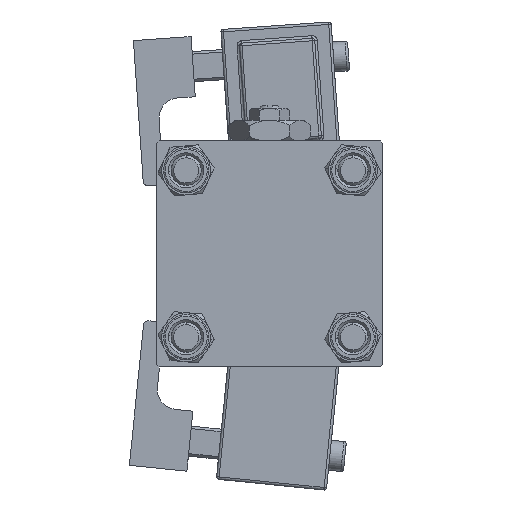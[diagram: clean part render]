
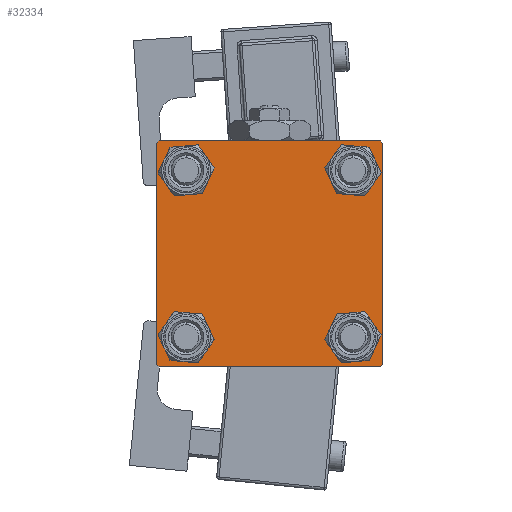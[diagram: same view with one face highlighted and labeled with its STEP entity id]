
A CAD part, left-side view. The second image highlights one B-rep face of the part: STEP entity #32334.
In plain terms, the highlighted planar face has unit normal (-1, 0, 0).
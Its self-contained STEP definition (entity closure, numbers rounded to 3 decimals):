
#618 = DIRECTION ( 'NONE',  ( 1., 0., 0. ) ) ;
#694 = DIRECTION ( 'NONE',  ( 1., 0., 0. ) ) ;
#1264 = LINE ( 'NONE', #49530, #51089 ) ;
#1312 = DIRECTION ( 'NONE',  ( 1., 0., 0. ) ) ;
#1655 = CARTESIAN_POINT ( 'NONE',  ( 0., -16.6, -13.1 ) ) ;
#1738 = VECTOR ( 'NONE', #38458, 1000. ) ;
#2039 = EDGE_CURVE ( 'NONE', #29406, #36341, #27749, .T. ) ;
#2526 = CARTESIAN_POINT ( 'NONE',  ( 0., 22.5, -22. ) ) ;
#2826 = DIRECTION ( 'NONE',  ( 0., 0., 1. ) ) ;
#4513 = AXIS2_PLACEMENT_3D ( 'NONE', #38560, #694, #14560 ) ;
#5866 = CARTESIAN_POINT ( 'NONE',  ( 0., 16.6, 20.1 ) ) ;
#6206 = CARTESIAN_POINT ( 'NONE',  ( 0., -16.6, -20.1 ) ) ;
#6816 = ORIENTED_EDGE ( 'NONE', *, *, #41437, .T. ) ;
#6888 = AXIS2_PLACEMENT_3D ( 'NONE', #26533, #50488, #2826 ) ;
#6891 = DIRECTION ( 'NONE',  ( 0., -1., 0. ) ) ;
#7404 = CARTESIAN_POINT ( 'NONE',  ( 0., 16.6, 13.1 ) ) ;
#7477 = ORIENTED_EDGE ( 'NONE', *, *, #32550, .F. ) ;
#8864 = VECTOR ( 'NONE', #52363, 1000. ) ;
#9405 = LINE ( 'NONE', #47936, #53433 ) ;
#9735 = CARTESIAN_POINT ( 'NONE',  ( 0., -16.6, 16.6 ) ) ;
#10361 = CARTESIAN_POINT ( 'NONE',  ( 0., 22., -22.5 ) ) ;
#10532 = ORIENTED_EDGE ( 'NONE', *, *, #27482, .T. ) ;
#11064 = DIRECTION ( 'NONE',  ( 0., 0., 1. ) ) ;
#11306 = VERTEX_POINT ( 'NONE', #2526 ) ;
#11898 = AXIS2_PLACEMENT_3D ( 'NONE', #27973, #14363, #18481 ) ;
#12213 = DIRECTION ( 'NONE',  ( 0., 0., 1. ) ) ;
#12427 = EDGE_CURVE ( 'NONE', #32305, #27701, #57909, .T. ) ;
#12859 = VERTEX_POINT ( 'NONE', #15909 ) ;
#13126 = VECTOR ( 'NONE', #42866, 1000. ) ;
#14363 = DIRECTION ( 'NONE',  ( 1., 0., 0. ) ) ;
#14560 = DIRECTION ( 'NONE',  ( 0., 0., 1. ) ) ;
#14937 = LINE ( 'NONE', #39554, #28494 ) ;
#15017 = AXIS2_PLACEMENT_3D ( 'NONE', #58961, #49491, #12213 ) ;
#15185 = LINE ( 'NONE', #61662, #47883 ) ;
#15429 = EDGE_LOOP ( 'NONE', ( #49693, #10532 ) ) ;
#15909 = CARTESIAN_POINT ( 'NONE',  ( 0., -22., -22.5 ) ) ;
#16029 = CARTESIAN_POINT ( 'NONE',  ( 0., 22.5, 22. ) ) ;
#16731 = EDGE_LOOP ( 'NONE', ( #36313, #61110 ) ) ;
#16760 = FACE_OUTER_BOUND ( 'NONE', #48195, .T. ) ;
#17071 = EDGE_CURVE ( 'NONE', #53088, #17983, #53899, .T. ) ;
#17983 = VERTEX_POINT ( 'NONE', #7404 ) ;
#18481 = DIRECTION ( 'NONE',  ( 0., 0., 1. ) ) ;
#19210 = LINE ( 'NONE', #57692, #1738 ) ;
#20784 = EDGE_CURVE ( 'NONE', #29406, #59338, #32644, .T. ) ;
#22016 = VERTEX_POINT ( 'NONE', #6206 ) ;
#22725 = LINE ( 'NONE', #42283, #8864 ) ;
#22971 = ORIENTED_EDGE ( 'NONE', *, *, #51457, .T. ) ;
#25531 = CARTESIAN_POINT ( 'NONE',  ( 0., -16.6, 13.1 ) ) ;
#25961 = DIRECTION ( 'NONE',  ( 0., 0., 1. ) ) ;
#26132 = EDGE_CURVE ( 'NONE', #27701, #32305, #32049, .T. ) ;
#26533 = CARTESIAN_POINT ( 'NONE',  ( 0., 16.6, 16.6 ) ) ;
#27482 = EDGE_CURVE ( 'NONE', #17983, #53088, #34131, .T. ) ;
#27701 = VERTEX_POINT ( 'NONE', #62119 ) ;
#27749 = LINE ( 'NONE', #33091, #13126 ) ;
#27963 = AXIS2_PLACEMENT_3D ( 'NONE', #40449, #36020, #25961 ) ;
#27973 = CARTESIAN_POINT ( 'NONE',  ( 0., -16.6, 16.6 ) ) ;
#27978 = EDGE_CURVE ( 'NONE', #43368, #46966, #42224, .T. ) ;
#28488 = EDGE_CURVE ( 'NONE', #22016, #49138, #29131, .T. ) ;
#28494 = VECTOR ( 'NONE', #58798, 1000. ) ;
#29131 = CIRCLE ( 'NONE', #58397, 3.5 ) ;
#29406 = VERTEX_POINT ( 'NONE', #34538 ) ;
#29622 = FACE_BOUND ( 'NONE', #43718, .T. ) ;
#30520 = DIRECTION ( 'NONE',  ( 1., 0., 0. ) ) ;
#31434 = ORIENTED_EDGE ( 'NONE', *, *, #35332, .T. ) ;
#32049 = CIRCLE ( 'NONE', #11898, 3.5 ) ;
#32264 = EDGE_CURVE ( 'NONE', #58158, #59196, #19210, .T. ) ;
#32305 = VERTEX_POINT ( 'NONE', #25531 ) ;
#32334 = ADVANCED_FACE ( 'NONE', ( #29622, #48862, #49296, #59691, #16760 ), #44863, .T. ) ;
#32550 = EDGE_CURVE ( 'NONE', #58158, #36341, #1264, .T. ) ;
#32644 = LINE ( 'NONE', #51562, #38952 ) ;
#33091 = CARTESIAN_POINT ( 'NONE',  ( 0., -22.25, 22.25 ) ) ;
#33736 = DIRECTION ( 'NONE',  ( 0., -1., 0. ) ) ;
#34131 = CIRCLE ( 'NONE', #6888, 3.5 ) ;
#34538 = CARTESIAN_POINT ( 'NONE',  ( 0., -22.5, 22. ) ) ;
#35332 = EDGE_CURVE ( 'NONE', #12859, #59338, #22725, .T. ) ;
#35701 = ORIENTED_EDGE ( 'NONE', *, *, #20784, .F. ) ;
#36020 = DIRECTION ( 'NONE',  ( -1., 0., 0. ) ) ;
#36233 = EDGE_LOOP ( 'NONE', ( #53677, #48241 ) ) ;
#36313 = ORIENTED_EDGE ( 'NONE', *, *, #56594, .T. ) ;
#36341 = VERTEX_POINT ( 'NONE', #38413 ) ;
#38413 = CARTESIAN_POINT ( 'NONE',  ( 0., -22., 22.5 ) ) ;
#38458 = DIRECTION ( 'NONE',  ( 0., 0.707, -0.707 ) ) ;
#38560 = CARTESIAN_POINT ( 'NONE',  ( 0., 16.6, 16.6 ) ) ;
#38952 = VECTOR ( 'NONE', #51248, 1000. ) ;
#39178 = DIRECTION ( 'NONE',  ( 1., 0., 0. ) ) ;
#39554 = CARTESIAN_POINT ( 'NONE',  ( 0., 22.5, 22.5 ) ) ;
#40375 = AXIS2_PLACEMENT_3D ( 'NONE', #59223, #30520, #59535 ) ;
#40449 = CARTESIAN_POINT ( 'NONE',  ( 0., 0., 0. ) ) ;
#40801 = AXIS2_PLACEMENT_3D ( 'NONE', #9735, #618, #55157 ) ;
#41437 = EDGE_CURVE ( 'NONE', #56908, #12859, #9405, .T. ) ;
#42224 = CIRCLE ( 'NONE', #15017, 3.5 ) ;
#42283 = CARTESIAN_POINT ( 'NONE',  ( 0., -22.25, -22.25 ) ) ;
#42866 = DIRECTION ( 'NONE',  ( 0., 0.707, 0.707 ) ) ;
#43368 = VERTEX_POINT ( 'NONE', #59487 ) ;
#43718 = EDGE_LOOP ( 'NONE', ( #54937, #43922 ) ) ;
#43922 = ORIENTED_EDGE ( 'NONE', *, *, #12427, .T. ) ;
#44531 = CARTESIAN_POINT ( 'NONE',  ( 0., 16.6, -16.6 ) ) ;
#44825 = AXIS2_PLACEMENT_3D ( 'NONE', #44531, #1312, #49575 ) ;
#44863 = PLANE ( 'NONE',  #27963 ) ;
#45986 = EDGE_CURVE ( 'NONE', #49138, #22016, #51445, .T. ) ;
#46966 = VERTEX_POINT ( 'NONE', #54184 ) ;
#47389 = ORIENTED_EDGE ( 'NONE', *, *, #32264, .T. ) ;
#47883 = VECTOR ( 'NONE', #61031, 1000. ) ;
#47936 = CARTESIAN_POINT ( 'NONE',  ( 0., 22.5, -22.5 ) ) ;
#48195 = EDGE_LOOP ( 'NONE', ( #22971, #55617, #6816, #31434, #35701, #51031, #7477, #47389 ) ) ;
#48241 = ORIENTED_EDGE ( 'NONE', *, *, #28488, .T. ) ;
#48862 = FACE_BOUND ( 'NONE', #36233, .T. ) ;
#49138 = VERTEX_POINT ( 'NONE', #1655 ) ;
#49296 = FACE_BOUND ( 'NONE', #16731, .T. ) ;
#49491 = DIRECTION ( 'NONE',  ( 1., 0., 0. ) ) ;
#49530 = CARTESIAN_POINT ( 'NONE',  ( 0., 22.5, 22.5 ) ) ;
#49575 = DIRECTION ( 'NONE',  ( 0., 0., 1. ) ) ;
#49693 = ORIENTED_EDGE ( 'NONE', *, *, #17071, .T. ) ;
#49873 = CIRCLE ( 'NONE', #44825, 3.5 ) ;
#50488 = DIRECTION ( 'NONE',  ( 1., 0., 0. ) ) ;
#51031 = ORIENTED_EDGE ( 'NONE', *, *, #2039, .T. ) ;
#51089 = VECTOR ( 'NONE', #6891, 1000. ) ;
#51248 = DIRECTION ( 'NONE',  ( 0., 0., -1. ) ) ;
#51445 = CIRCLE ( 'NONE', #40375, 3.5 ) ;
#51457 = EDGE_CURVE ( 'NONE', #59196, #11306, #14937, .T. ) ;
#51562 = CARTESIAN_POINT ( 'NONE',  ( 0., -22.5, 22.5 ) ) ;
#52363 = DIRECTION ( 'NONE',  ( 0., -0.707, 0.707 ) ) ;
#53088 = VERTEX_POINT ( 'NONE', #5866 ) ;
#53433 = VECTOR ( 'NONE', #33736, 1000. ) ;
#53677 = ORIENTED_EDGE ( 'NONE', *, *, #45986, .T. ) ;
#53899 = CIRCLE ( 'NONE', #4513, 3.5 ) ;
#54184 = CARTESIAN_POINT ( 'NONE',  ( 0., 16.6, -13.1 ) ) ;
#54307 = CARTESIAN_POINT ( 'NONE',  ( 0., -16.6, -16.6 ) ) ;
#54937 = ORIENTED_EDGE ( 'NONE', *, *, #26132, .T. ) ;
#55157 = DIRECTION ( 'NONE',  ( 0., 0., 1. ) ) ;
#55617 = ORIENTED_EDGE ( 'NONE', *, *, #62061, .T. ) ;
#56594 = EDGE_CURVE ( 'NONE', #46966, #43368, #49873, .T. ) ;
#56639 = CARTESIAN_POINT ( 'NONE',  ( 0., 22., 22.5 ) ) ;
#56908 = VERTEX_POINT ( 'NONE', #10361 ) ;
#57692 = CARTESIAN_POINT ( 'NONE',  ( 0., 22.25, 22.25 ) ) ;
#57909 = CIRCLE ( 'NONE', #40801, 3.5 ) ;
#58158 = VERTEX_POINT ( 'NONE', #56639 ) ;
#58397 = AXIS2_PLACEMENT_3D ( 'NONE', #54307, #39178, #11064 ) ;
#58798 = DIRECTION ( 'NONE',  ( 0., 0., -1. ) ) ;
#58961 = CARTESIAN_POINT ( 'NONE',  ( 0., 16.6, -16.6 ) ) ;
#59196 = VERTEX_POINT ( 'NONE', #16029 ) ;
#59223 = CARTESIAN_POINT ( 'NONE',  ( 0., -16.6, -16.6 ) ) ;
#59338 = VERTEX_POINT ( 'NONE', #61418 ) ;
#59487 = CARTESIAN_POINT ( 'NONE',  ( 0., 16.6, -20.1 ) ) ;
#59535 = DIRECTION ( 'NONE',  ( 0., 0., 1. ) ) ;
#59691 = FACE_BOUND ( 'NONE', #15429, .T. ) ;
#61031 = DIRECTION ( 'NONE',  ( 0., -0.707, -0.707 ) ) ;
#61110 = ORIENTED_EDGE ( 'NONE', *, *, #27978, .T. ) ;
#61418 = CARTESIAN_POINT ( 'NONE',  ( 0., -22.5, -22. ) ) ;
#61662 = CARTESIAN_POINT ( 'NONE',  ( 0., 22.25, -22.25 ) ) ;
#62061 = EDGE_CURVE ( 'NONE', #11306, #56908, #15185, .T. ) ;
#62119 = CARTESIAN_POINT ( 'NONE',  ( 0., -16.6, 20.1 ) ) ;
